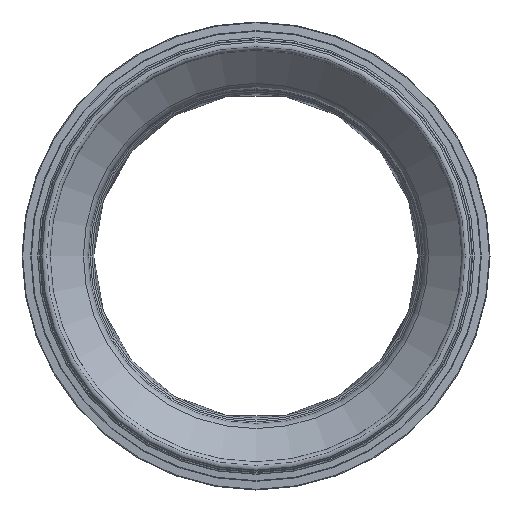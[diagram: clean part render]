
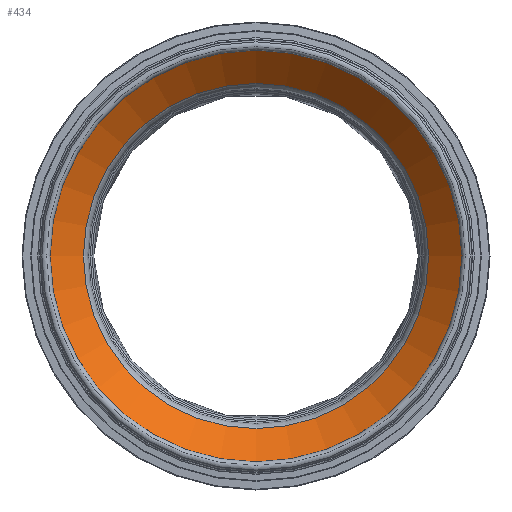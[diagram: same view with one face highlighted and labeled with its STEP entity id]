
A CAD part, front view. The second image highlights one B-rep face of the part: STEP entity #434.
In plain terms, the highlighted conical face has half-angle 47.24 degrees and reference radius 55.315 mm.
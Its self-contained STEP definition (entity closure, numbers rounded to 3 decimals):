
#400=CARTESIAN_POINT('',(61.043,44.101,0.0));
#401=VERTEX_POINT('',#400);
#402=CARTESIAN_POINT('',(0.0,44.101,0.0));
#403=DIRECTION('',(0.0,-1.0,0.0));
#404=DIRECTION('',(1.0,0.0,0.0));
#405=AXIS2_PLACEMENT_3D('',#402,#403,#404);
#406=CIRCLE('',#405,61.043);
#407=EDGE_CURVE('',#401,#401,#406,.T.);
#415=CARTESIAN_POINT('',(0.0,49.399,0.0));
#416=DIRECTION('',(0.0,-1.0,0.0));
#417=DIRECTION('',(1.0,0.0,0.0));
#418=AXIS2_PLACEMENT_3D('',#415,#416,#417);
#419=CONICAL_SURFACE('',#418,55.315,47.24);
#420=CARTESIAN_POINT('',(49.586,54.696,0.0));
#421=VERTEX_POINT('',#420);
#422=CARTESIAN_POINT('',(0.0,54.696,0.0));
#423=DIRECTION('',(0.0,-1.0,0.0));
#424=DIRECTION('',(1.0,0.0,0.0));
#425=AXIS2_PLACEMENT_3D('',#422,#423,#424);
#426=CIRCLE('',#425,49.586);
#427=EDGE_CURVE('',#421,#421,#426,.T.);
#428=ORIENTED_EDGE('',*,*,#427,.F.);
#429=EDGE_LOOP('',(#428));
#430=FACE_OUTER_BOUND('',#429,.T.);
#431=ORIENTED_EDGE('',*,*,#407,.T.);
#432=EDGE_LOOP('',(#431));
#433=FACE_BOUND('',#432,.T.);
#434=ADVANCED_FACE('',(#430,#433),#419,.F.);
